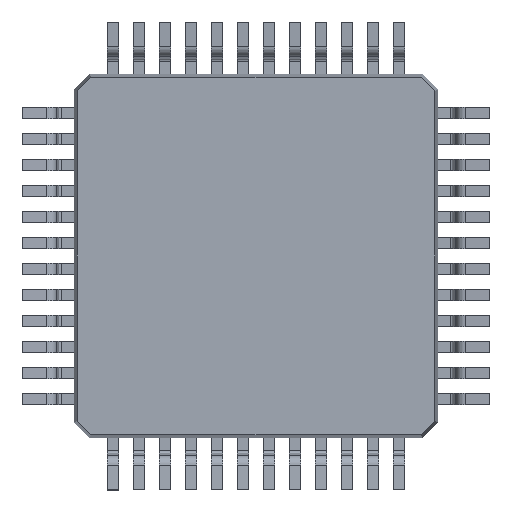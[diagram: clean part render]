
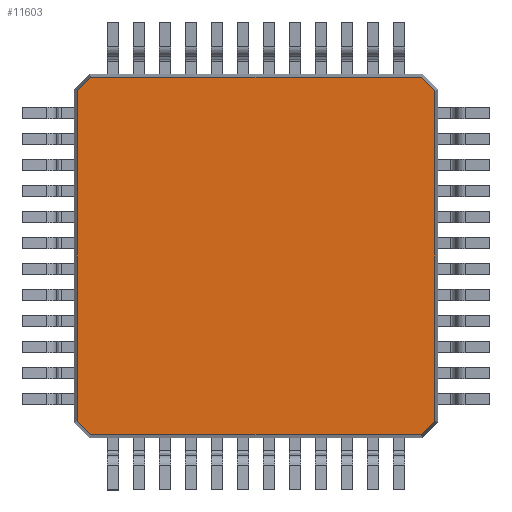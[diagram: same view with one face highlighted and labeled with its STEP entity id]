
A CAD part, front view. The second image highlights one B-rep face of the part: STEP entity #11603.
In plain terms, the highlighted planar face has unit normal (0, -1, 0).
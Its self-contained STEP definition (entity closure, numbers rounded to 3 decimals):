
#469 = CARTESIAN_POINT ( 'NONE',  ( 0., 0.15, 3.436 ) ) ;
#615 = CARTESIAN_POINT ( 'NONE',  ( -3.173, 0.15, -3.436 ) ) ;
#1163 = DIRECTION ( 'NONE',  ( 0.707, 0., 0.707 ) ) ;
#2446 = DIRECTION ( 'NONE',  ( 0., 0., 1. ) ) ;
#2683 = DIRECTION ( 'NONE',  ( 0., -1., 0. ) ) ;
#2814 = VECTOR ( 'NONE', #17564, 1000. ) ;
#3834 = LINE ( 'NONE', #11011, #9933 ) ;
#4001 = VECTOR ( 'NONE', #4409, 1000. ) ;
#4095 = DIRECTION ( 'NONE',  ( -0.707, 0., -0.707 ) ) ;
#4102 = AXIS2_PLACEMENT_3D ( 'NONE', #22784, #2683, #9865 ) ;
#4409 = DIRECTION ( 'NONE',  ( 1., 0., 0. ) ) ;
#4885 = CARTESIAN_POINT ( 'NONE',  ( 3.173, 0.15, -3.436 ) ) ;
#5330 = EDGE_CURVE ( 'NONE', #12956, #19424, #3834, .T. ) ;
#5542 = EDGE_CURVE ( 'NONE', #15330, #12956, #12396, .T. ) ;
#6054 = EDGE_CURVE ( 'NONE', #19424, #12782, #18618, .T. ) ;
#6278 = LINE ( 'NONE', #13435, #9264 ) ;
#6293 = EDGE_CURVE ( 'NONE', #14826, #16194, #6278, .T. ) ;
#6559 = CARTESIAN_POINT ( 'NONE',  ( 3.173, 0.15, 3.436 ) ) ;
#7534 = LINE ( 'NONE', #23257, #20442 ) ;
#7590 = EDGE_CURVE ( 'NONE', #12782, #15123, #20776, .T. ) ;
#7869 = CARTESIAN_POINT ( 'NONE',  ( 3.436, 0.15, 0. ) ) ;
#8252 = DIRECTION ( 'NONE',  ( -0.707, 0., 0.707 ) ) ;
#8267 = CARTESIAN_POINT ( 'NONE',  ( 3.436, 0.15, 3.173 ) ) ;
#8400 = ORIENTED_EDGE ( 'NONE', *, *, #16905, .T. ) ;
#9264 = VECTOR ( 'NONE', #8252, 1000. ) ;
#9795 = ORIENTED_EDGE ( 'NONE', *, *, #18150, .T. ) ;
#9796 = VECTOR ( 'NONE', #1163, 1000. ) ;
#9865 = DIRECTION ( 'NONE',  ( 0., 0., -1. ) ) ;
#9933 = VECTOR ( 'NONE', #20154, 1000. ) ;
#10205 = FACE_OUTER_BOUND ( 'NONE', #13734, .T. ) ;
#11011 = CARTESIAN_POINT ( 'NONE',  ( -3.304, 0.15, -3.304 ) ) ;
#11603 = ADVANCED_FACE ( 'NONE', ( #10205 ), #15626, .T. ) ;
#11612 = ORIENTED_EDGE ( 'NONE', *, *, #6054, .T. ) ;
#12034 = VERTEX_POINT ( 'NONE', #21534 ) ;
#12231 = VECTOR ( 'NONE', #16682, 1000. ) ;
#12396 = LINE ( 'NONE', #19669, #2814 ) ;
#12782 = VERTEX_POINT ( 'NONE', #4885 ) ;
#12956 = VERTEX_POINT ( 'NONE', #22284 ) ;
#13435 = CARTESIAN_POINT ( 'NONE',  ( 3.304, 0.15, 3.304 ) ) ;
#13699 = VECTOR ( 'NONE', #2446, 1000. ) ;
#13734 = EDGE_LOOP ( 'NONE', ( #9795, #19395, #23099, #16391, #11612, #18989, #8400, #16268 ) ) ;
#14710 = LINE ( 'NONE', #469, #12231 ) ;
#14826 = VERTEX_POINT ( 'NONE', #8267 ) ;
#15123 = VERTEX_POINT ( 'NONE', #18919 ) ;
#15330 = VERTEX_POINT ( 'NONE', #19142 ) ;
#15397 = CARTESIAN_POINT ( 'NONE',  ( 3.304, 0.15, -3.304 ) ) ;
#15626 = PLANE ( 'NONE',  #4102 ) ;
#16194 = VERTEX_POINT ( 'NONE', #6559 ) ;
#16268 = ORIENTED_EDGE ( 'NONE', *, *, #6293, .T. ) ;
#16391 = ORIENTED_EDGE ( 'NONE', *, *, #5330, .T. ) ;
#16682 = DIRECTION ( 'NONE',  ( -1., 0., 0. ) ) ;
#16905 = EDGE_CURVE ( 'NONE', #15123, #14826, #18313, .T. ) ;
#17208 = CARTESIAN_POINT ( 'NONE',  ( 0., 0.15, -3.436 ) ) ;
#17564 = DIRECTION ( 'NONE',  ( 0., 0., -1. ) ) ;
#18150 = EDGE_CURVE ( 'NONE', #16194, #12034, #14710, .T. ) ;
#18313 = LINE ( 'NONE', #7869, #13699 ) ;
#18618 = LINE ( 'NONE', #17208, #4001 ) ;
#18919 = CARTESIAN_POINT ( 'NONE',  ( 3.436, 0.15, -3.173 ) ) ;
#18989 = ORIENTED_EDGE ( 'NONE', *, *, #7590, .T. ) ;
#19142 = CARTESIAN_POINT ( 'NONE',  ( -3.436, 0.15, 3.173 ) ) ;
#19395 = ORIENTED_EDGE ( 'NONE', *, *, #20949, .T. ) ;
#19424 = VERTEX_POINT ( 'NONE', #615 ) ;
#19669 = CARTESIAN_POINT ( 'NONE',  ( -3.436, 0.15, 0. ) ) ;
#20154 = DIRECTION ( 'NONE',  ( 0.707, 0., -0.707 ) ) ;
#20442 = VECTOR ( 'NONE', #4095, 1000. ) ;
#20776 = LINE ( 'NONE', #15397, #9796 ) ;
#20949 = EDGE_CURVE ( 'NONE', #12034, #15330, #7534, .T. ) ;
#21534 = CARTESIAN_POINT ( 'NONE',  ( -3.173, 0.15, 3.436 ) ) ;
#22284 = CARTESIAN_POINT ( 'NONE',  ( -3.436, 0.15, -3.173 ) ) ;
#22784 = CARTESIAN_POINT ( 'NONE',  ( 0., 0.15, 0. ) ) ;
#23099 = ORIENTED_EDGE ( 'NONE', *, *, #5542, .T. ) ;
#23257 = CARTESIAN_POINT ( 'NONE',  ( -3.304, 0.15, 3.304 ) ) ;
